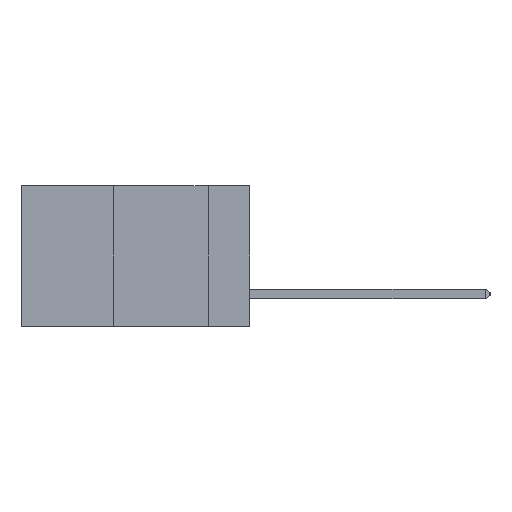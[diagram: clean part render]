
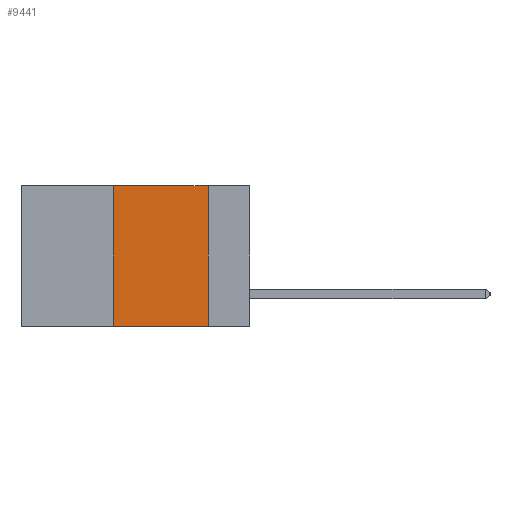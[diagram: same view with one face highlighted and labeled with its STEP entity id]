
A CAD part, left-side view. The second image highlights one B-rep face of the part: STEP entity #9441.
In plain terms, the highlighted planar face has unit normal (-1, 0, 0).
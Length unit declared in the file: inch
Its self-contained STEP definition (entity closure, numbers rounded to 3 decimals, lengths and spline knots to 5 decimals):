
#480 = VECTOR ( 'NONE', #8286, 39.37008 ) ;
#601 = DIRECTION ( 'NONE',  ( 0., -1., 0. ) ) ;
#2035 = EDGE_CURVE ( 'NONE', #5843, #16194, #6561, .T. ) ;
#2087 = AXIS2_PLACEMENT_3D ( 'NONE', #8776, #21243, #10579 ) ;
#5843 = VERTEX_POINT ( 'NONE', #20487 ) ;
#5888 = CARTESIAN_POINT ( 'NONE',  ( 0., 0.6, 0. ) ) ;
#6561 = LINE ( 'NONE', #10994, #11904 ) ;
#6827 = PLANE ( 'NONE',  #2087 ) ;
#7912 = LINE ( 'NONE', #5888, #11577 ) ;
#8286 = DIRECTION ( 'NONE',  ( 0., 0., 1. ) ) ;
#8608 = CARTESIAN_POINT ( 'NONE',  ( 0., 0.36, 0. ) ) ;
#8776 = CARTESIAN_POINT ( 'NONE',  ( 0., 0.6, 0. ) ) ;
#8925 = EDGE_LOOP ( 'NONE', ( #18105, #22741, #9673, #14463 ) ) ;
#9441 = ADVANCED_FACE ( 'NONE', ( #18694 ), #6827, .F. ) ;
#9673 = ORIENTED_EDGE ( 'NONE', *, *, #19559, .F. ) ;
#10579 = DIRECTION ( 'NONE',  ( 0., 0., -1. ) ) ;
#10994 = CARTESIAN_POINT ( 'NONE',  ( 0., 0.6, -0.37 ) ) ;
#11577 = VECTOR ( 'NONE', #601, 39.37008 ) ;
#11837 = CARTESIAN_POINT ( 'NONE',  ( 0., 0.36, 0. ) ) ;
#11904 = VECTOR ( 'NONE', #16338, 39.37008 ) ;
#12087 = CARTESIAN_POINT ( 'NONE',  ( 0., 0.11, -0.37 ) ) ;
#12326 = DIRECTION ( 'NONE',  ( 0., 0., -1. ) ) ;
#12434 = CARTESIAN_POINT ( 'NONE',  ( 0., 0.11, 0. ) ) ;
#12459 = EDGE_CURVE ( 'NONE', #21484, #14474, #7912, .T. ) ;
#13038 = LINE ( 'NONE', #19512, #16688 ) ;
#14463 = ORIENTED_EDGE ( 'NONE', *, *, #2035, .T. ) ;
#14474 = VERTEX_POINT ( 'NONE', #12434 ) ;
#14774 = LINE ( 'NONE', #11837, #480 ) ;
#15111 = EDGE_CURVE ( 'NONE', #14474, #16194, #13038, .T. ) ;
#16194 = VERTEX_POINT ( 'NONE', #12087 ) ;
#16338 = DIRECTION ( 'NONE',  ( 0., -1., 0. ) ) ;
#16688 = VECTOR ( 'NONE', #12326, 39.37008 ) ;
#18105 = ORIENTED_EDGE ( 'NONE', *, *, #15111, .F. ) ;
#18694 = FACE_OUTER_BOUND ( 'NONE', #8925, .T. ) ;
#19512 = CARTESIAN_POINT ( 'NONE',  ( 0., 0.11, 0. ) ) ;
#19559 = EDGE_CURVE ( 'NONE', #5843, #21484, #14774, .T. ) ;
#20487 = CARTESIAN_POINT ( 'NONE',  ( 0., 0.36, -0.37 ) ) ;
#21243 = DIRECTION ( 'NONE',  ( 1., 0., 0. ) ) ;
#21484 = VERTEX_POINT ( 'NONE', #8608 ) ;
#22741 = ORIENTED_EDGE ( 'NONE', *, *, #12459, .F. ) ;
